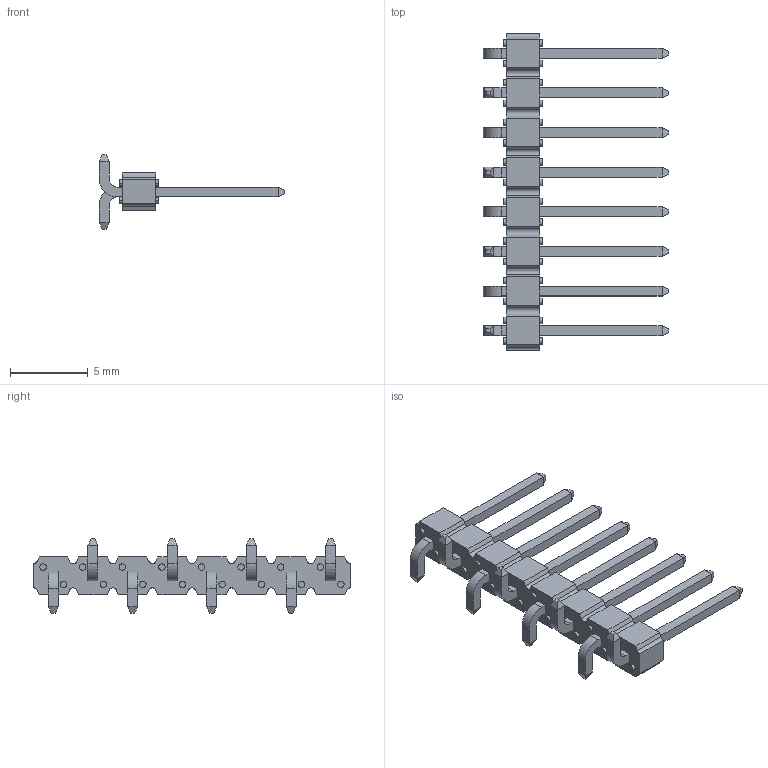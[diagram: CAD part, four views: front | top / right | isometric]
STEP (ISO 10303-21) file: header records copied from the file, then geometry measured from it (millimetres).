
FILE_DESCRIPTION((''),'2;1');
FILE_NAME('MSBR-1','2014-07-09T',('guohe'),('FCI'),'PRO/ENGINEER BY PARAMETRIC TECHNOLOGY CORPORATION, 2013150','PRO/ENGINEER BY PARAMETRIC TECHNOLOGY CORPORATION, 2013150','');
FILE_SCHEMA(('AUTOMOTIVE_DESIGN { 1 0 10303 214 1 1 1 1 }'));
Length unit declared in the file: millimetre
Products named in the file (1): MSBR-1
Bounding box: 11.89 x 20.32 x 4.79 mm (x, y, z)
Volume: 134.6 mm3; surface area: 434.7 mm2
Topology: 1 solids, 1 shells, 342 faces, 812 edges, 520 vertices
Faces by surface type: plane 244, cylinder 98
Entity records: 9987 total; most frequent: DIRECTION 1692, CARTESIAN_POINT 1676, ORIENTED_EDGE 1624, EDGE_CURVE 812, VECTOR 616, LINE 616, AXIS2_PLACEMENT_3D 538, VERTEX_POINT 520
